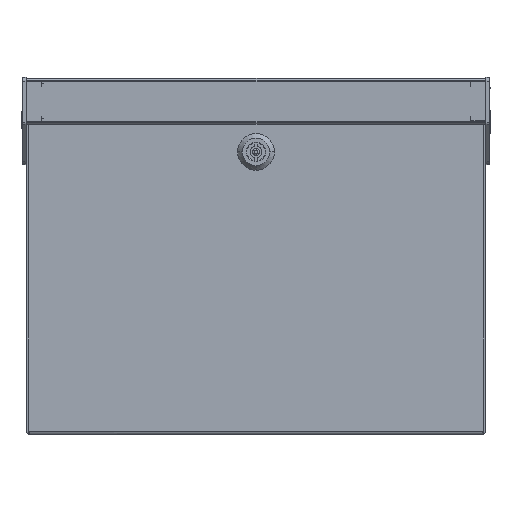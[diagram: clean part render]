
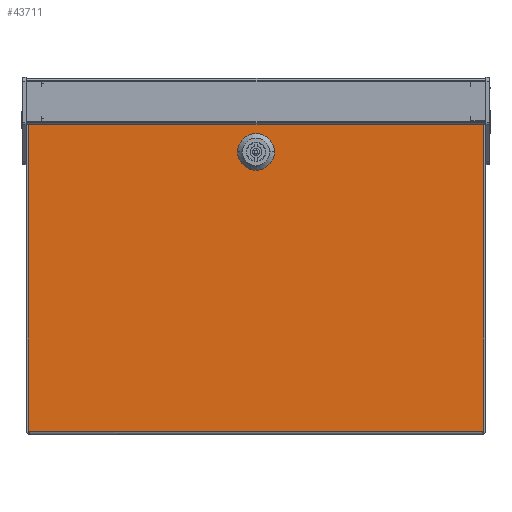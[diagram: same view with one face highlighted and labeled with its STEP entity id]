
A CAD part, left-side view. The second image highlights one B-rep face of the part: STEP entity #43711.
In plain terms, the highlighted planar face has unit normal (-1, 0, 0).
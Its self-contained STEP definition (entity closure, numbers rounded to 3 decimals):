
#1376 = ORIENTED_EDGE ( 'NONE', *, *, #17460, .F. ) ;
#1426 = ORIENTED_EDGE ( 'NONE', *, *, #17119, .T. ) ;
#1501 = FACE_OUTER_BOUND ( 'NONE', #34896, .T. ) ;
#1505 = FACE_BOUND ( 'NONE', #35112, .T. ) ;
#1543 = ORIENTED_EDGE ( 'NONE', *, *, #17213, .F. ) ;
#1704 = ORIENTED_EDGE ( 'NONE', *, *, #17403, .F. ) ;
#3465 = CARTESIAN_POINT ( 'NONE',  ( -300., 5.154, 256.5 ) ) ;
#3473 = CARTESIAN_POINT ( 'NONE',  ( -300., -10., 251.654 ) ) ;
#3537 = CARTESIAN_POINT ( 'NONE',  ( -300., 5.154, 236.5 ) ) ;
#3621 = ORIENTED_EDGE ( 'NONE', *, *, #17333, .T. ) ;
#3692 = CARTESIAN_POINT ( 'NONE',  ( -300., 10., 241.346 ) ) ;
#4147 = AXIS2_PLACEMENT_3D ( 'NONE', #7474, #7486, #7487 ) ;
#5856 = CARTESIAN_POINT ( 'NONE',  ( -300., -198.474, 277. ) ) ;
#5938 = CARTESIAN_POINT ( 'NONE',  ( -300., -5.154, 236.5 ) ) ;
#6042 = CARTESIAN_POINT ( 'NONE',  ( -300., 198.474, 277. ) ) ;
#6108 = CARTESIAN_POINT ( 'NONE',  ( -300., 10., 251.654 ) ) ;
#6142 = CARTESIAN_POINT ( 'NONE',  ( -300., -10., 241.346 ) ) ;
#6274 = CARTESIAN_POINT ( 'NONE',  ( -300., -198.499, 3. ) ) ;
#6451 = CARTESIAN_POINT ( 'NONE',  ( -300., 198.499, 276.502 ) ) ;
#6569 = CARTESIAN_POINT ( 'NONE',  ( -300., -198.499, 276.502 ) ) ;
#6597 = CARTESIAN_POINT ( 'NONE',  ( -300., 198.499, 3. ) ) ;
#6802 = CARTESIAN_POINT ( 'NONE',  ( -300., -5.154, 256.5 ) ) ;
#7474 = CARTESIAN_POINT ( 'NONE',  ( -300., 3183.5, 278.5 ) ) ;
#7485 = PLANE ( 'NONE',  #4147 ) ;
#7486 = DIRECTION ( 'NONE',  ( -1., 0., 0. ) ) ;
#7487 = DIRECTION ( 'NONE',  ( 0., 0., -1. ) ) ;
#11126 = ORIENTED_EDGE ( 'NONE', *, *, #17658, .T. ) ;
#11177 = ORIENTED_EDGE ( 'NONE', *, *, #17467, .F. ) ;
#11294 = ORIENTED_EDGE ( 'NONE', *, *, #17613, .T. ) ;
#11344 = ORIENTED_EDGE ( 'NONE', *, *, #17421, .F. ) ;
#17119 = EDGE_CURVE ( 'NONE', #37311, #37569, #30279, .T. ) ;
#17213 = EDGE_CURVE ( 'NONE', #36612, #37160, #30377, .T. ) ;
#17228 = EDGE_CURVE ( 'NONE', #36992, #37191, #30392, .T. ) ;
#17332 = EDGE_CURVE ( 'NONE', #37096, #37474, #32348, .T. ) ;
#17333 = EDGE_CURVE ( 'NONE', #37569, #36910, #32349, .T. ) ;
#17403 = EDGE_CURVE ( 'NONE', #37160, #36814, #32422, .T. ) ;
#17421 = EDGE_CURVE ( 'NONE', #36679, #36992, #32454, .T. ) ;
#17423 = EDGE_CURVE ( 'NONE', #37191, #36620, #32457, .T. ) ;
#17460 = EDGE_CURVE ( 'NONE', #36620, #37775, #32506, .T. ) ;
#17467 = EDGE_CURVE ( 'NONE', #37775, #36612, #32511, .T. ) ;
#17613 = EDGE_CURVE ( 'NONE', #37474, #37590, #32697, .T. ) ;
#17625 = EDGE_CURVE ( 'NONE', #36814, #36679, #32718, .T. ) ;
#17658 = EDGE_CURVE ( 'NONE', #36910, #37096, #32750, .T. ) ;
#17670 = EDGE_CURVE ( 'NONE', #37590, #37311, #32775, .T. ) ;
#26423 = AXIS2_PLACEMENT_3D ( 'NONE', #31360, #31365, #31369 ) ;
#26428 = AXIS2_PLACEMENT_3D ( 'NONE', #31327, #31340, #31341 ) ;
#26469 = AXIS2_PLACEMENT_3D ( 'NONE', #31647, #31670, #31671 ) ;
#26473 = AXIS2_PLACEMENT_3D ( 'NONE', #31660, #31666, #31667 ) ;
#26518 = AXIS2_PLACEMENT_3D ( 'NONE', #33806, #33813, #33814 ) ;
#26572 = AXIS2_PLACEMENT_3D ( 'NONE', #34283, #34298, #34299 ) ;
#26661 = ORIENTED_EDGE ( 'NONE', *, *, #17670, .T. ) ;
#27142 = ORIENTED_EDGE ( 'NONE', *, *, #17423, .F. ) ;
#30275 = VECTOR ( 'NONE', #31137, 1000. ) ;
#30279 = LINE ( 'NONE', #31131, #30275 ) ;
#30377 = CIRCLE ( 'NONE', #26428, 11.25 ) ;
#30392 = CIRCLE ( 'NONE', #26423, 11.25 ) ;
#31131 = CARTESIAN_POINT ( 'NONE',  ( -300., -198.499, 278.5 ) ) ;
#31137 = DIRECTION ( 'NONE',  ( 0., 0., 1. ) ) ;
#31327 = CARTESIAN_POINT ( 'NONE',  ( -300., 0., 246.5 ) ) ;
#31340 = DIRECTION ( 'NONE',  ( -1., 0., 0. ) ) ;
#31341 = DIRECTION ( 'NONE',  ( 0., -1., 0. ) ) ;
#31360 = CARTESIAN_POINT ( 'NONE',  ( -300., 0., 246.5 ) ) ;
#31365 = DIRECTION ( 'NONE',  ( -1., 0., 0. ) ) ;
#31369 = DIRECTION ( 'NONE',  ( 0., -1., 0. ) ) ;
#31647 = CARTESIAN_POINT ( 'NONE',  ( -300., -193.499, 276.502 ) ) ;
#31660 = CARTESIAN_POINT ( 'NONE',  ( -300., 193.499, 276.502 ) ) ;
#31666 = DIRECTION ( 'NONE',  ( -1., 0., 0. ) ) ;
#31667 = DIRECTION ( 'NONE',  ( 0., -1., 0. ) ) ;
#31670 = DIRECTION ( 'NONE',  ( -1., 0., 0. ) ) ;
#31671 = DIRECTION ( 'NONE',  ( 0., -1., 0. ) ) ;
#32348 = CIRCLE ( 'NONE', #26473, 5. ) ;
#32349 = CIRCLE ( 'NONE', #26469, 5. ) ;
#32422 = LINE ( 'NONE', #33636, #32423 ) ;
#32423 = VECTOR ( 'NONE', #33637, 1000. ) ;
#32453 = VECTOR ( 'NONE', #33686, 1000. ) ;
#32454 = LINE ( 'NONE', #33680, #32455 ) ;
#32455 = VECTOR ( 'NONE', #33681, 1000. ) ;
#32457 = LINE ( 'NONE', #33682, #32453 ) ;
#32506 = CIRCLE ( 'NONE', #26518, 11.25 ) ;
#32511 = LINE ( 'NONE', #33846, #32512 ) ;
#32512 = VECTOR ( 'NONE', #33847, 1000. ) ;
#32691 = VECTOR ( 'NONE', #34266, 1000. ) ;
#32697 = LINE ( 'NONE', #34265, #32691 ) ;
#32718 = CIRCLE ( 'NONE', #26572, 11.25 ) ;
#32750 = LINE ( 'NONE', #34408, #32759 ) ;
#32759 = VECTOR ( 'NONE', #34411, 1000. ) ;
#32775 = LINE ( 'NONE', #34431, #32777 ) ;
#32777 = VECTOR ( 'NONE', #34441, 1000. ) ;
#33636 = CARTESIAN_POINT ( 'NONE',  ( -300., 10., 241.346 ) ) ;
#33637 = DIRECTION ( 'NONE',  ( 0., 0., -1. ) ) ;
#33680 = CARTESIAN_POINT ( 'NONE',  ( -300., 5.154, 236.5 ) ) ;
#33681 = DIRECTION ( 'NONE',  ( 0., -1., 0. ) ) ;
#33682 = CARTESIAN_POINT ( 'NONE',  ( -300., -10., 241.346 ) ) ;
#33686 = DIRECTION ( 'NONE',  ( 0., 0., 1. ) ) ;
#33806 = CARTESIAN_POINT ( 'NONE',  ( -300., 0., 246.5 ) ) ;
#33813 = DIRECTION ( 'NONE',  ( -1., 0., 0. ) ) ;
#33814 = DIRECTION ( 'NONE',  ( 0., -1., 0. ) ) ;
#33846 = CARTESIAN_POINT ( 'NONE',  ( -300., 5.154, 256.5 ) ) ;
#33847 = DIRECTION ( 'NONE',  ( 0., 1., 0. ) ) ;
#34265 = CARTESIAN_POINT ( 'NONE',  ( -300., 198.499, 278.5 ) ) ;
#34266 = DIRECTION ( 'NONE',  ( 0., 0., -1. ) ) ;
#34283 = CARTESIAN_POINT ( 'NONE',  ( -300., 0., 246.5 ) ) ;
#34298 = DIRECTION ( 'NONE',  ( -1., 0., 0. ) ) ;
#34299 = DIRECTION ( 'NONE',  ( 0., -1., 0. ) ) ;
#34408 = CARTESIAN_POINT ( 'NONE',  ( -300., -2183.492, 277. ) ) ;
#34411 = DIRECTION ( 'NONE',  ( 0., 1., 0. ) ) ;
#34431 = CARTESIAN_POINT ( 'NONE',  ( -300., 3183.5, 3. ) ) ;
#34441 = DIRECTION ( 'NONE',  ( 0., -1., 0. ) ) ;
#34896 = EDGE_LOOP ( 'NONE', ( #43812, #11294, #26661, #1426, #3621, #11126 ) ) ;
#35112 = EDGE_LOOP ( 'NONE', ( #44432, #11344, #44512, #1704, #1543, #11177, #1376, #27142 ) ) ;
#36612 = VERTEX_POINT ( 'NONE', #3465 ) ;
#36620 = VERTEX_POINT ( 'NONE', #3473 ) ;
#36679 = VERTEX_POINT ( 'NONE', #3537 ) ;
#36814 = VERTEX_POINT ( 'NONE', #3692 ) ;
#36910 = VERTEX_POINT ( 'NONE', #5856 ) ;
#36992 = VERTEX_POINT ( 'NONE', #5938 ) ;
#37096 = VERTEX_POINT ( 'NONE', #6042 ) ;
#37160 = VERTEX_POINT ( 'NONE', #6108 ) ;
#37191 = VERTEX_POINT ( 'NONE', #6142 ) ;
#37311 = VERTEX_POINT ( 'NONE', #6274 ) ;
#37474 = VERTEX_POINT ( 'NONE', #6451 ) ;
#37569 = VERTEX_POINT ( 'NONE', #6569 ) ;
#37590 = VERTEX_POINT ( 'NONE', #6597 ) ;
#37775 = VERTEX_POINT ( 'NONE', #6802 ) ;
#43711 = ADVANCED_FACE ( 'NONE', ( #1505, #1501 ), #7485, .T. ) ;
#43812 = ORIENTED_EDGE ( 'NONE', *, *, #17332, .T. ) ;
#44432 = ORIENTED_EDGE ( 'NONE', *, *, #17228, .F. ) ;
#44512 = ORIENTED_EDGE ( 'NONE', *, *, #17625, .F. ) ;
